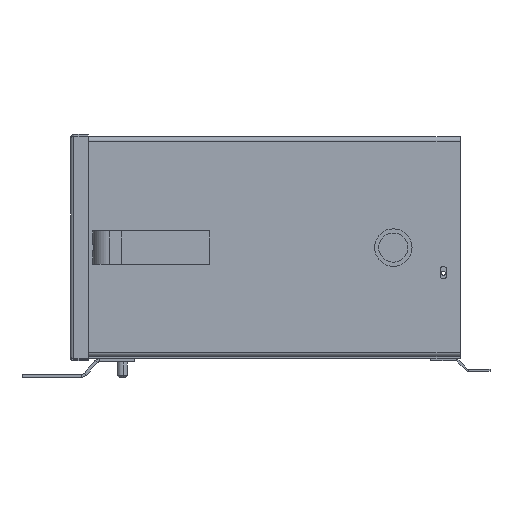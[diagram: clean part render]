
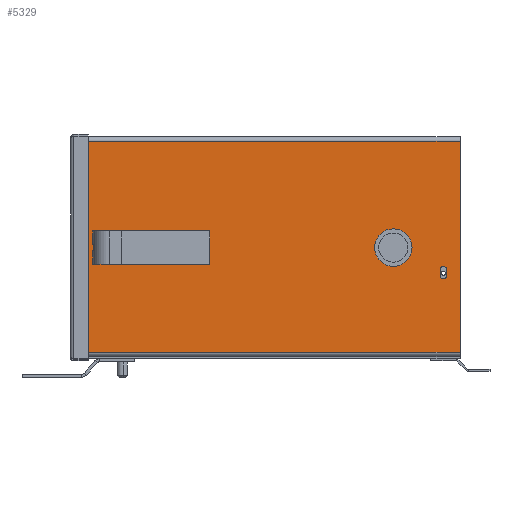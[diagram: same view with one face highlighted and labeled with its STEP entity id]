
A CAD part, left-side view. The second image highlights one B-rep face of the part: STEP entity #5329.
In plain terms, the highlighted planar face has unit normal (-1, 0, 0).
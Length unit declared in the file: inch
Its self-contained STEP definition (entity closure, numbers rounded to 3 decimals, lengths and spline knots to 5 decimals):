
#559 = EDGE_CURVE ( 'NONE', #3753, #4075, #7740, .T. ) ;
#561 = EDGE_CURVE ( 'NONE', #3748, #4093, #7748, .T. ) ;
#562 = EDGE_CURVE ( 'NONE', #4127, #3748, #7752, .T. ) ;
#563 = EDGE_CURVE ( 'NONE', #4269, #4051, #7754, .T. ) ;
#564 = EDGE_CURVE ( 'NONE', #4093, #4269, #7755, .T. ) ;
#565 = EDGE_CURVE ( 'NONE', #4076, #3819, #7757, .T. ) ;
#566 = EDGE_CURVE ( 'NONE', #3753, #4062, #7758, .T. ) ;
#567 = EDGE_CURVE ( 'NONE', #3813, #4062, #7760, .T. ) ;
#568 = EDGE_CURVE ( 'NONE', #3813, #4075, #7761, .T. ) ;
#2514 = EDGE_LOOP ( 'NONE', ( #15923, #15924 ) ) ;
#2515 = EDGE_LOOP ( 'NONE', ( #15925, #15926, #15927, #15928 ) ) ;
#2641 = EDGE_LOOP ( 'NONE', ( #15918, #15919, #15920, #15921, #15922 ) ) ;
#3294 = EDGE_CURVE ( 'NONE', #4051, #4127, #12683, .T. ) ;
#3322 = EDGE_CURVE ( 'NONE', #3819, #4076, #12726, .T. ) ;
#3748 = VERTEX_POINT ( 'NONE', #13753 ) ;
#3753 = VERTEX_POINT ( 'NONE', #13758 ) ;
#3813 = VERTEX_POINT ( 'NONE', #13818 ) ;
#3819 = VERTEX_POINT ( 'NONE', #13824 ) ;
#4051 = VERTEX_POINT ( 'NONE', #14056 ) ;
#4062 = VERTEX_POINT ( 'NONE', #14067 ) ;
#4075 = VERTEX_POINT ( 'NONE', #14080 ) ;
#4076 = VERTEX_POINT ( 'NONE', #14081 ) ;
#4093 = VERTEX_POINT ( 'NONE', #14098 ) ;
#4127 = VERTEX_POINT ( 'NONE', #14132 ) ;
#4269 = VERTEX_POINT ( 'NONE', #14274 ) ;
#5329 = ADVANCED_FACE ( 'NONE', ( #12931, #12933, #12930 ), #15130, .T. ) ;
#6700 = AXIS2_PLACEMENT_3D ( 'NONE', #8531, #8532, #8533 ) ;
#6701 = AXIS2_PLACEMENT_3D ( 'NONE', #8536, #8537, #8538 ) ;
#6702 = AXIS2_PLACEMENT_3D ( 'NONE', #8543, #8544, #8545 ) ;
#7740 = LINE ( 'NONE', #8522, #7751 ) ;
#7748 = CIRCLE ( 'NONE', #6700, 0.09375 ) ;
#7751 = VECTOR ( 'NONE', #8526, 39.37008 ) ;
#7752 = LINE ( 'NONE', #8530, #7756 ) ;
#7754 = CIRCLE ( 'NONE', #6701, 0.09375 ) ;
#7755 = LINE ( 'NONE', #8535, #7759 ) ;
#7756 = VECTOR ( 'NONE', #8528, 39.37008 ) ;
#7757 = CIRCLE ( 'NONE', #6702, 0.5625 ) ;
#7758 = LINE ( 'NONE', #8542, #7762 ) ;
#7759 = VECTOR ( 'NONE', #8534, 39.37008 ) ;
#7760 = LINE ( 'NONE', #8541, #7764 ) ;
#7761 = LINE ( 'NONE', #8540, #7766 ) ;
#7762 = VECTOR ( 'NONE', #8539, 39.37008 ) ;
#7764 = VECTOR ( 'NONE', #8547, 39.37008 ) ;
#7766 = VECTOR ( 'NONE', #8549, 39.37008 ) ;
#8522 = CARTESIAN_POINT ( 'NONE',  ( -3.84375, 5.8125, -0.0598 ) ) ;
#8526 = DIRECTION ( 'NONE',  ( 0., 0., 1. ) ) ;
#8528 = DIRECTION ( 'NONE',  ( 0., 0., -1. ) ) ;
#8530 = CARTESIAN_POINT ( 'NONE',  ( -3.84375, -5.21875, -4.17175 ) ) ;
#8531 = CARTESIAN_POINT ( 'NONE',  ( -3.84375, -5.3125, -4.17175 ) ) ;
#8532 = DIRECTION ( 'NONE',  ( -1., 0., 0. ) ) ;
#8533 = DIRECTION ( 'NONE',  ( 0., 0., 1. ) ) ;
#8534 = DIRECTION ( 'NONE',  ( 0., 0., 1. ) ) ;
#8535 = CARTESIAN_POINT ( 'NONE',  ( -3.84375, -5.40625, -4.17175 ) ) ;
#8536 = CARTESIAN_POINT ( 'NONE',  ( -3.84375, -5.3125, -3.98425 ) ) ;
#8537 = DIRECTION ( 'NONE',  ( -1., 0., 0. ) ) ;
#8538 = DIRECTION ( 'NONE',  ( 0., 0., 1. ) ) ;
#8539 = DIRECTION ( 'NONE',  ( 0., -1., 0. ) ) ;
#8540 = CARTESIAN_POINT ( 'NONE',  ( -3.84375, 0., -0.1348 ) ) ;
#8541 = CARTESIAN_POINT ( 'NONE',  ( -3.84375, -5.8125, -6.596 ) ) ;
#8542 = CARTESIAN_POINT ( 'NONE',  ( -3.84375, 5.8125, -6.4612 ) ) ;
#8543 = CARTESIAN_POINT ( 'NONE',  ( -3.84375, -3.8125, -3.328 ) ) ;
#8544 = DIRECTION ( 'NONE',  ( -1., 0., 0. ) ) ;
#8545 = DIRECTION ( 'NONE',  ( 0., 0., 1. ) ) ;
#8547 = DIRECTION ( 'NONE',  ( 0., 0., -1. ) ) ;
#8549 = DIRECTION ( 'NONE',  ( 0., 1., 0. ) ) ;
#12170 = AXIS2_PLACEMENT_3D ( 'NONE', #13512, #13513, #13514 ) ;
#12184 = AXIS2_PLACEMENT_3D ( 'NONE', #13582, #13583, #13584 ) ;
#12271 = AXIS2_PLACEMENT_3D ( 'NONE', #15129, #15125, #15131 ) ;
#12683 = CIRCLE ( 'NONE', #12170, 0.09375 ) ;
#12726 = CIRCLE ( 'NONE', #12184, 0.5625 ) ;
#12930 = FACE_OUTER_BOUND ( 'NONE', #2515, .T. ) ;
#12931 = FACE_BOUND ( 'NONE', #2641, .T. ) ;
#12933 = FACE_BOUND ( 'NONE', #2514, .T. ) ;
#13512 = CARTESIAN_POINT ( 'NONE',  ( -3.84375, -5.3125, -3.98425 ) ) ;
#13513 = DIRECTION ( 'NONE',  ( -1., 0., 0. ) ) ;
#13514 = DIRECTION ( 'NONE',  ( 0., 0., 1. ) ) ;
#13582 = CARTESIAN_POINT ( 'NONE',  ( -3.84375, -3.8125, -3.328 ) ) ;
#13583 = DIRECTION ( 'NONE',  ( -1., 0., 0. ) ) ;
#13584 = DIRECTION ( 'NONE',  ( 0., 0., 1. ) ) ;
#13753 = CARTESIAN_POINT ( 'NONE',  ( -3.84375, -5.21875, -4.17175 ) ) ;
#13758 = CARTESIAN_POINT ( 'NONE',  ( -3.84375, 5.8125, -6.4612 ) ) ;
#13818 = CARTESIAN_POINT ( 'NONE',  ( -3.84375, -5.8125, -0.1348 ) ) ;
#13824 = CARTESIAN_POINT ( 'NONE',  ( -3.84375, -3.8125, -3.8905 ) ) ;
#14056 = CARTESIAN_POINT ( 'NONE',  ( -3.84375, -5.3125, -3.8905 ) ) ;
#14067 = CARTESIAN_POINT ( 'NONE',  ( -3.84375, -5.8125, -6.4612 ) ) ;
#14080 = CARTESIAN_POINT ( 'NONE',  ( -3.84375, 5.8125, -0.1348 ) ) ;
#14081 = CARTESIAN_POINT ( 'NONE',  ( -3.84375, -3.8125, -2.7655 ) ) ;
#14098 = CARTESIAN_POINT ( 'NONE',  ( -3.84375, -5.40625, -4.17175 ) ) ;
#14132 = CARTESIAN_POINT ( 'NONE',  ( -3.84375, -5.21875, -3.98425 ) ) ;
#14274 = CARTESIAN_POINT ( 'NONE',  ( -3.84375, -5.40625, -3.98425 ) ) ;
#15125 = DIRECTION ( 'NONE',  ( -1., 0., 0. ) ) ;
#15129 = CARTESIAN_POINT ( 'NONE',  ( -3.84375, 0., 0. ) ) ;
#15130 = PLANE ( 'NONE',  #12271 ) ;
#15131 = DIRECTION ( 'NONE',  ( 0., 0., 1. ) ) ;
#15918 = ORIENTED_EDGE ( 'NONE', *, *, #561, .F. ) ;
#15919 = ORIENTED_EDGE ( 'NONE', *, *, #562, .F. ) ;
#15920 = ORIENTED_EDGE ( 'NONE', *, *, #3294, .F. ) ;
#15921 = ORIENTED_EDGE ( 'NONE', *, *, #563, .F. ) ;
#15922 = ORIENTED_EDGE ( 'NONE', *, *, #564, .F. ) ;
#15923 = ORIENTED_EDGE ( 'NONE', *, *, #565, .F. ) ;
#15924 = ORIENTED_EDGE ( 'NONE', *, *, #3322, .F. ) ;
#15925 = ORIENTED_EDGE ( 'NONE', *, *, #559, .F. ) ;
#15926 = ORIENTED_EDGE ( 'NONE', *, *, #566, .T. ) ;
#15927 = ORIENTED_EDGE ( 'NONE', *, *, #567, .F. ) ;
#15928 = ORIENTED_EDGE ( 'NONE', *, *, #568, .T. ) ;
